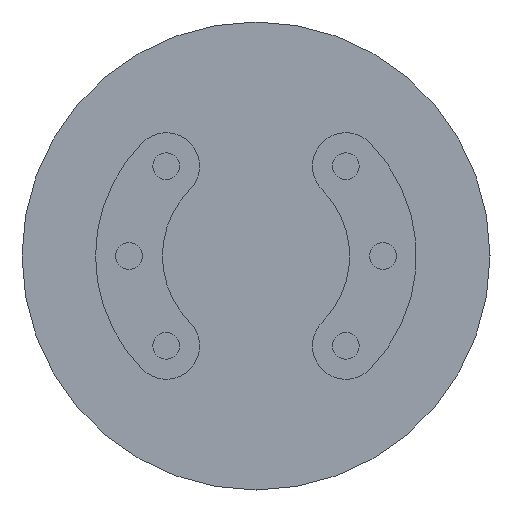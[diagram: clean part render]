
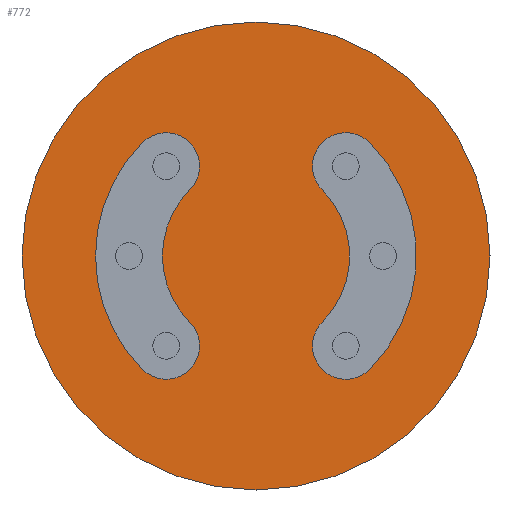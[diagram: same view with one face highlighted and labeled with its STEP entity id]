
A CAD part, front view. The second image highlights one B-rep face of the part: STEP entity #772.
In plain terms, the highlighted planar face has unit normal (0, -1, 0).
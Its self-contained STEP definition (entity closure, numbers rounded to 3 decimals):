
#3 = DIRECTION ( 'NONE',  ( 0., 1., 0. ) ) ;
#14 = DIRECTION ( 'NONE',  ( 0., -1., 0. ) ) ;
#15 = EDGE_CURVE ( 'NONE', #292, #1031, #1183, .T. ) ;
#21 = AXIS2_PLACEMENT_3D ( 'NONE', #397, #517, #637 ) ;
#25 = CARTESIAN_POINT ( 'NONE',  ( -3.359, 0.85, -3.359 ) ) ;
#32 = DIRECTION ( 'NONE',  ( 0., 1., 0. ) ) ;
#42 = CARTESIAN_POINT ( 'NONE',  ( 2.475, 0.85, -2.475 ) ) ;
#69 = CARTESIAN_POINT ( 'NONE',  ( 2.109, 0.85, -3.359 ) ) ;
#83 = DIRECTION ( 'NONE',  ( 1., 0., 0. ) ) ;
#88 = CARTESIAN_POINT ( 'NONE',  ( -3.5, 0.85, 0. ) ) ;
#126 = FACE_BOUND ( 'NONE', #1236, .T. ) ;
#147 = EDGE_LOOP ( 'NONE', ( #1425, #537, #714, #729, #1519, #524 ) ) ;
#152 = CARTESIAN_POINT ( 'NONE',  ( -4.243, 0.85, -4.243 ) ) ;
#160 = CARTESIAN_POINT ( 'NONE',  ( 0., 0.85, 0. ) ) ;
#165 = EDGE_CURVE ( 'NONE', #1214, #1206, #1439, .T. ) ;
#211 = EDGE_CURVE ( 'NONE', #385, #925, #1501, .T. ) ;
#240 = DIRECTION ( 'NONE',  ( 0., -1., 0. ) ) ;
#245 = DIRECTION ( 'NONE',  ( -1., 0., 0. ) ) ;
#252 = DIRECTION ( 'NONE',  ( 0., -1., 0. ) ) ;
#270 = DIRECTION ( 'NONE',  ( 0., -1., 0. ) ) ;
#286 = VERTEX_POINT ( 'NONE', #1147 ) ;
#289 = EDGE_CURVE ( 'NONE', #925, #385, #696, .T. ) ;
#291 = DIRECTION ( 'NONE',  ( 0., 1., 0. ) ) ;
#292 = VERTEX_POINT ( 'NONE', #303 ) ;
#296 = CARTESIAN_POINT ( 'NONE',  ( 8.75, 0.85, 0. ) ) ;
#298 = AXIS2_PLACEMENT_3D ( 'NONE', #25, #14, #1099 ) ;
#303 = CARTESIAN_POINT ( 'NONE',  ( -4.243, 0.85, 4.243 ) ) ;
#305 = CARTESIAN_POINT ( 'NONE',  ( -6., 0.85, 0. ) ) ;
#310 = DIRECTION ( 'NONE',  ( 0., -1., 0. ) ) ;
#321 = AXIS2_PLACEMENT_3D ( 'NONE', #1398, #323, #423 ) ;
#323 = DIRECTION ( 'NONE',  ( 0., 1., 0. ) ) ;
#385 = VERTEX_POINT ( 'NONE', #943 ) ;
#397 = CARTESIAN_POINT ( 'NONE',  ( 3.359, 0.85, -3.359 ) ) ;
#416 = VERTEX_POINT ( 'NONE', #703 ) ;
#423 = DIRECTION ( 'NONE',  ( -1., 0., 0. ) ) ;
#429 = CIRCLE ( 'NONE', #1532, 1.25 ) ;
#463 = DIRECTION ( 'NONE',  ( -1., 0., 0. ) ) ;
#473 = FACE_OUTER_BOUND ( 'NONE', #941, .T. ) ;
#474 = CARTESIAN_POINT ( 'NONE',  ( 3.359, 0.85, 3.359 ) ) ;
#497 = AXIS2_PLACEMENT_3D ( 'NONE', #1468, #252, #1215 ) ;
#501 = PLANE ( 'NONE',  #497 ) ;
#504 = DIRECTION ( 'NONE',  ( 1., 0., 0. ) ) ;
#509 = AXIS2_PLACEMENT_3D ( 'NONE', #968, #730, #836 ) ;
#513 = CARTESIAN_POINT ( 'NONE',  ( 2.109, 0.85, 3.359 ) ) ;
#517 = DIRECTION ( 'NONE',  ( 0., -1., 0. ) ) ;
#524 = ORIENTED_EDGE ( 'NONE', *, *, #15, .F. ) ;
#537 = ORIENTED_EDGE ( 'NONE', *, *, #691, .F. ) ;
#540 = EDGE_CURVE ( 'NONE', #976, #286, #626, .T. ) ;
#541 = AXIS2_PLACEMENT_3D ( 'NONE', #1436, #291, #1539 ) ;
#543 = CIRCLE ( 'NONE', #1195, 1.25 ) ;
#567 = CIRCLE ( 'NONE', #668, 3.5 ) ;
#580 = CIRCLE ( 'NONE', #509, 6. ) ;
#585 = DIRECTION ( 'NONE',  ( -1., 0., 0. ) ) ;
#599 = ORIENTED_EDGE ( 'NONE', *, *, #1285, .F. ) ;
#626 = CIRCLE ( 'NONE', #298, 1.25 ) ;
#634 = VERTEX_POINT ( 'NONE', #860 ) ;
#637 = DIRECTION ( 'NONE',  ( -1., 0., 0. ) ) ;
#653 = VERTEX_POINT ( 'NONE', #1253 ) ;
#654 = ORIENTED_EDGE ( 'NONE', *, *, #769, .F. ) ;
#656 = ORIENTED_EDGE ( 'NONE', *, *, #791, .F. ) ;
#668 = AXIS2_PLACEMENT_3D ( 'NONE', #1001, #32, #504 ) ;
#685 = EDGE_CURVE ( 'NONE', #1206, #1485, #962, .T. ) ;
#687 = DIRECTION ( 'NONE',  ( 1., 0., 0. ) ) ;
#691 = EDGE_CURVE ( 'NONE', #1303, #653, #567, .T. ) ;
#696 = CIRCLE ( 'NONE', #321, 8.75 ) ;
#703 = CARTESIAN_POINT ( 'NONE',  ( 2.475, 0.85, 2.475 ) ) ;
#709 = CARTESIAN_POINT ( 'NONE',  ( 3.359, 0.85, -3.359 ) ) ;
#714 = ORIENTED_EDGE ( 'NONE', *, *, #902, .F. ) ;
#729 = ORIENTED_EDGE ( 'NONE', *, *, #540, .F. ) ;
#730 = DIRECTION ( 'NONE',  ( 0., -1., 0. ) ) ;
#769 = EDGE_CURVE ( 'NONE', #1187, #416, #543, .T. ) ;
#772 = ADVANCED_FACE ( 'NONE', ( #126, #1239, #473 ), #501, .T. ) ;
#791 = EDGE_CURVE ( 'NONE', #416, #1214, #1141, .T. ) ;
#800 = DIRECTION ( 'NONE',  ( 0., -1., 0. ) ) ;
#805 = CIRCLE ( 'NONE', #1319, 6. ) ;
#828 = CARTESIAN_POINT ( 'NONE',  ( 0., 0.85, 0. ) ) ;
#836 = DIRECTION ( 'NONE',  ( -1., 0., 0. ) ) ;
#860 = CARTESIAN_POINT ( 'NONE',  ( 4.243, 0.85, 4.243 ) ) ;
#887 = AXIS2_PLACEMENT_3D ( 'NONE', #160, #1022, #901 ) ;
#901 = DIRECTION ( 'NONE',  ( 1., 0., 0. ) ) ;
#902 = EDGE_CURVE ( 'NONE', #286, #1303, #1196, .T. ) ;
#925 = VERTEX_POINT ( 'NONE', #296 ) ;
#941 = EDGE_LOOP ( 'NONE', ( #1560, #1378 ) ) ;
#943 = CARTESIAN_POINT ( 'NONE',  ( -8.75, 0.85, 0. ) ) ;
#962 = CIRCLE ( 'NONE', #21, 1.25 ) ;
#968 = CARTESIAN_POINT ( 'NONE',  ( 0., 0.85, 0. ) ) ;
#976 = VERTEX_POINT ( 'NONE', #152 ) ;
#979 = DIRECTION ( 'NONE',  ( 0., -1., 0. ) ) ;
#1001 = CARTESIAN_POINT ( 'NONE',  ( 0., 0.85, 0. ) ) ;
#1022 = DIRECTION ( 'NONE',  ( 0., 1., 0. ) ) ;
#1023 = ORIENTED_EDGE ( 'NONE', *, *, #685, .F. ) ;
#1031 = VERTEX_POINT ( 'NONE', #305 ) ;
#1099 = DIRECTION ( 'NONE',  ( 1., 0., 0. ) ) ;
#1111 = ORIENTED_EDGE ( 'NONE', *, *, #165, .F. ) ;
#1136 = EDGE_CURVE ( 'NONE', #1031, #976, #805, .T. ) ;
#1141 = CIRCLE ( 'NONE', #1293, 3.5 ) ;
#1147 = CARTESIAN_POINT ( 'NONE',  ( -2.475, 0.85, -2.475 ) ) ;
#1176 = CIRCLE ( 'NONE', #1429, 1.25 ) ;
#1183 = CIRCLE ( 'NONE', #1307, 6. ) ;
#1187 = VERTEX_POINT ( 'NONE', #513 ) ;
#1195 = AXIS2_PLACEMENT_3D ( 'NONE', #1478, #979, #585 ) ;
#1196 = CIRCLE ( 'NONE', #887, 3.5 ) ;
#1206 = VERTEX_POINT ( 'NONE', #69 ) ;
#1214 = VERTEX_POINT ( 'NONE', #42 ) ;
#1215 = DIRECTION ( 'NONE',  ( 1., 0., 0. ) ) ;
#1225 = CARTESIAN_POINT ( 'NONE',  ( 4.243, 0.85, -4.243 ) ) ;
#1236 = EDGE_LOOP ( 'NONE', ( #1245, #599, #1023, #1111, #656, #654 ) ) ;
#1239 = FACE_BOUND ( 'NONE', #147, .T. ) ;
#1245 = ORIENTED_EDGE ( 'NONE', *, *, #1405, .F. ) ;
#1248 = DIRECTION ( 'NONE',  ( 1., 0., 0. ) ) ;
#1253 = CARTESIAN_POINT ( 'NONE',  ( -2.475, 0.85, 2.475 ) ) ;
#1285 = EDGE_CURVE ( 'NONE', #1485, #634, #580, .T. ) ;
#1293 = AXIS2_PLACEMENT_3D ( 'NONE', #1331, #3, #1460 ) ;
#1303 = VERTEX_POINT ( 'NONE', #88 ) ;
#1307 = AXIS2_PLACEMENT_3D ( 'NONE', #828, #310, #687 ) ;
#1319 = AXIS2_PLACEMENT_3D ( 'NONE', #1554, #800, #83 ) ;
#1320 = EDGE_CURVE ( 'NONE', #653, #292, #429, .T. ) ;
#1331 = CARTESIAN_POINT ( 'NONE',  ( 0., 0.85, 0. ) ) ;
#1356 = CARTESIAN_POINT ( 'NONE',  ( -3.359, 0.85, 3.359 ) ) ;
#1365 = DIRECTION ( 'NONE',  ( 0., -1., 0. ) ) ;
#1378 = ORIENTED_EDGE ( 'NONE', *, *, #289, .F. ) ;
#1398 = CARTESIAN_POINT ( 'NONE',  ( 0., 0.85, 0. ) ) ;
#1405 = EDGE_CURVE ( 'NONE', #634, #1187, #1176, .T. ) ;
#1425 = ORIENTED_EDGE ( 'NONE', *, *, #1320, .F. ) ;
#1429 = AXIS2_PLACEMENT_3D ( 'NONE', #474, #270, #245 ) ;
#1436 = CARTESIAN_POINT ( 'NONE',  ( 0., 0.85, 0. ) ) ;
#1439 = CIRCLE ( 'NONE', #1581, 1.25 ) ;
#1460 = DIRECTION ( 'NONE',  ( -1., 0., 0. ) ) ;
#1468 = CARTESIAN_POINT ( 'NONE',  ( 0., 0.85, 0. ) ) ;
#1478 = CARTESIAN_POINT ( 'NONE',  ( 3.359, 0.85, 3.359 ) ) ;
#1485 = VERTEX_POINT ( 'NONE', #1225 ) ;
#1501 = CIRCLE ( 'NONE', #541, 8.75 ) ;
#1519 = ORIENTED_EDGE ( 'NONE', *, *, #1136, .F. ) ;
#1532 = AXIS2_PLACEMENT_3D ( 'NONE', #1356, #1365, #1248 ) ;
#1539 = DIRECTION ( 'NONE',  ( -1., 0., 0. ) ) ;
#1554 = CARTESIAN_POINT ( 'NONE',  ( 0., 0.85, 0. ) ) ;
#1560 = ORIENTED_EDGE ( 'NONE', *, *, #211, .F. ) ;
#1581 = AXIS2_PLACEMENT_3D ( 'NONE', #709, #240, #463 ) ;
